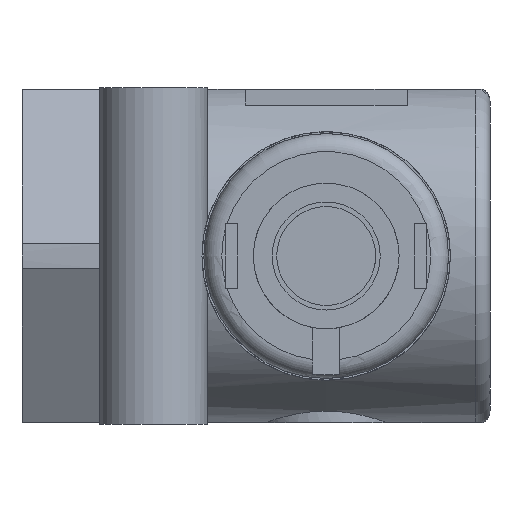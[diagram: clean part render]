
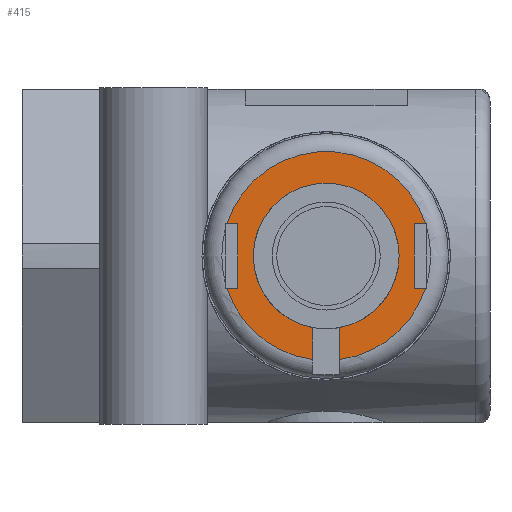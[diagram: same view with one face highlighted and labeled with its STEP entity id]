
A CAD part, left-side view. The second image highlights one B-rep face of the part: STEP entity #415.
In plain terms, the highlighted planar face has unit normal (-1, 0, 0).
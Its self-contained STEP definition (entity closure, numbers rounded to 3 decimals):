
#415 = ADVANCED_FACE( '', ( #895 ), #896, .F. );
#895 = FACE_OUTER_BOUND( '', #1464, .T. );
#896 = PLANE( '', #1465 );
#1464 = EDGE_LOOP( '', ( #2338, #2339, #2340, #2341, #2342, #2343, #2344, #2345, #2346, #2347, #2348, #2349 ) );
#1465 = AXIS2_PLACEMENT_3D( '', #2350, #2351, #2352 );
#2338 = ORIENTED_EDGE( '', *, *, #3333, .T. );
#2339 = ORIENTED_EDGE( '', *, *, #3131, .T. );
#2340 = ORIENTED_EDGE( '', *, *, #3289, .F. );
#2341 = ORIENTED_EDGE( '', *, *, #3334, .F. );
#2342 = ORIENTED_EDGE( '', *, *, #3273, .F. );
#2343 = ORIENTED_EDGE( '', *, *, #3316, .F. );
#2344 = ORIENTED_EDGE( '', *, *, #3286, .F. );
#2345 = ORIENTED_EDGE( '', *, *, #3264, .T. );
#2346 = ORIENTED_EDGE( '', *, *, #3335, .T. );
#2347 = ORIENTED_EDGE( '', *, *, #3336, .T. );
#2348 = ORIENTED_EDGE( '', *, *, #3281, .F. );
#2349 = ORIENTED_EDGE( '', *, *, #3337, .T. );
#2350 = CARTESIAN_POINT( '', ( 0., 0., 0. ) );
#2351 = DIRECTION( '', ( 1., 0., 0. ) );
#2352 = DIRECTION( '', ( 0., 0., -1. ) );
#3131 = EDGE_CURVE( '', #3685, #3683, #3686, .T. );
#3264 = EDGE_CURVE( '', #3898, #3899, #3900, .T. );
#3273 = EDGE_CURVE( '', #3913, #3911, #3915, .F. );
#3281 = EDGE_CURVE( '', #3925, #3927, #3928, .T. );
#3286 = EDGE_CURVE( '', #3898, #3936, #3937, .T. );
#3289 = EDGE_CURVE( '', #3939, #3683, #3941, .T. );
#3316 = EDGE_CURVE( '', #3936, #3913, #3981, .T. );
#3333 = EDGE_CURVE( '', #4004, #3685, #4005, .T. );
#3334 = EDGE_CURVE( '', #3911, #3939, #4006, .T. );
#3335 = EDGE_CURVE( '', #3899, #4007, #4008, .T. );
#3336 = EDGE_CURVE( '', #4007, #3927, #4009, .T. );
#3337 = EDGE_CURVE( '', #3925, #4004, #4010, .T. );
#3683 = VERTEX_POINT( '', #4700 );
#3685 = VERTEX_POINT( '', #4707 );
#3686 = LINE( '', #4708, #4709 );
#3898 = VERTEX_POINT( '', #5111 );
#3899 = VERTEX_POINT( '', #5112 );
#3900 = LINE( '', #5113, #5114 );
#3911 = VERTEX_POINT( '', #5132 );
#3913 = VERTEX_POINT( '', #5135 );
#3915 = CIRCLE( '', #5138, 4.05 );
#3925 = VERTEX_POINT( '', #5152 );
#3927 = VERTEX_POINT( '', #5158 );
#3928 = CIRCLE( '', #5159, 5.8 );
#3936 = VERTEX_POINT( '', #5179 );
#3937 = CIRCLE( '', #5180, 5.8 );
#3939 = VERTEX_POINT( '', #5187 );
#3941 = CIRCLE( '', #5194, 5.8 );
#3981 = LINE( '', #5251, #5252 );
#4004 = VERTEX_POINT( '', #5291 );
#4005 = LINE( '', #5292, #5293 );
#4006 = LINE( '', #5294, #5295 );
#4007 = VERTEX_POINT( '', #5296 );
#4008 = LINE( '', #5297, #5298 );
#4009 = LINE( '', #5299, #5300 );
#4010 = LINE( '', #5301, #5302 );
#4700 = CARTESIAN_POINT( '', ( 0., 5.514, -1.8 ) );
#4707 = CARTESIAN_POINT( '', ( 0., 4.9, -1.8 ) );
#4708 = CARTESIAN_POINT( '', ( 0., 4.9, -1.8 ) );
#4709 = VECTOR( '', #5875, 1000. );
#5111 = CARTESIAN_POINT( '', ( 0., -5.514, -1.8 ) );
#5112 = CARTESIAN_POINT( '', ( 0., -4.9, -1.8 ) );
#5113 = CARTESIAN_POINT( '', ( 0., -5.6, -1.8 ) );
#5114 = VECTOR( '', #6045, 1000. );
#5132 = CARTESIAN_POINT( '', ( 0., 0.75, -3.98 ) );
#5135 = CARTESIAN_POINT( '', ( 0., -0.75, -3.98 ) );
#5138 = AXIS2_PLACEMENT_3D( '', #6054, #6055, #6056 );
#5152 = CARTESIAN_POINT( '', ( 0., 5.514, 1.8 ) );
#5158 = CARTESIAN_POINT( '', ( 0., -5.514, 1.8 ) );
#5159 = AXIS2_PLACEMENT_3D( '', #6063, #6064, #6065 );
#5179 = CARTESIAN_POINT( '', ( 0., -0.75, -5.751 ) );
#5180 = AXIS2_PLACEMENT_3D( '', #6069, #6070, #6071 );
#5187 = CARTESIAN_POINT( '', ( 0., 0.75, -5.751 ) );
#5194 = AXIS2_PLACEMENT_3D( '', #6072, #6073, #6074 );
#5251 = CARTESIAN_POINT( '', ( 0., -0.75, -6.759 ) );
#5252 = VECTOR( '', #6103, 1000. );
#5291 = CARTESIAN_POINT( '', ( 0., 4.9, 1.8 ) );
#5292 = CARTESIAN_POINT( '', ( 0., 4.9, 1.8 ) );
#5293 = VECTOR( '', #6121, 1000. );
#5294 = CARTESIAN_POINT( '', ( 0., 0.75, 0. ) );
#5295 = VECTOR( '', #6122, 1000. );
#5296 = CARTESIAN_POINT( '', ( 0., -4.9, 1.8 ) );
#5297 = CARTESIAN_POINT( '', ( 0., -4.9, -1.8 ) );
#5298 = VECTOR( '', #6123, 1000. );
#5299 = CARTESIAN_POINT( '', ( 0., -4.9, 1.8 ) );
#5300 = VECTOR( '', #6124, 1000. );
#5301 = CARTESIAN_POINT( '', ( 0., 5.6, 1.8 ) );
#5302 = VECTOR( '', #6125, 1000. );
#5875 = DIRECTION( '', ( 0., 1., 0. ) );
#6045 = DIRECTION( '', ( 0., 1., 0. ) );
#6054 = CARTESIAN_POINT( '', ( 0., 0., 0. ) );
#6055 = DIRECTION( '', ( 1., 0., 0. ) );
#6056 = DIRECTION( '', ( 0., 0., -1. ) );
#6063 = CARTESIAN_POINT( '', ( 0., 0., 0. ) );
#6064 = DIRECTION( '', ( 1., 0., 0. ) );
#6065 = DIRECTION( '', ( 0., 0., -1. ) );
#6069 = CARTESIAN_POINT( '', ( 0., 0., 0. ) );
#6070 = DIRECTION( '', ( 1., 0., 0. ) );
#6071 = DIRECTION( '', ( 0., 0., -1. ) );
#6072 = CARTESIAN_POINT( '', ( 0., 0., 0. ) );
#6073 = DIRECTION( '', ( 1., 0., 0. ) );
#6074 = DIRECTION( '', ( 0., 0., -1. ) );
#6103 = DIRECTION( '', ( 0., 0., 1. ) );
#6121 = DIRECTION( '', ( 0., 0., -1. ) );
#6122 = DIRECTION( '', ( 0., 0., -1. ) );
#6123 = DIRECTION( '', ( 0., 0., 1. ) );
#6124 = DIRECTION( '', ( 0., -1., 0. ) );
#6125 = DIRECTION( '', ( 0., -1., 0. ) );
